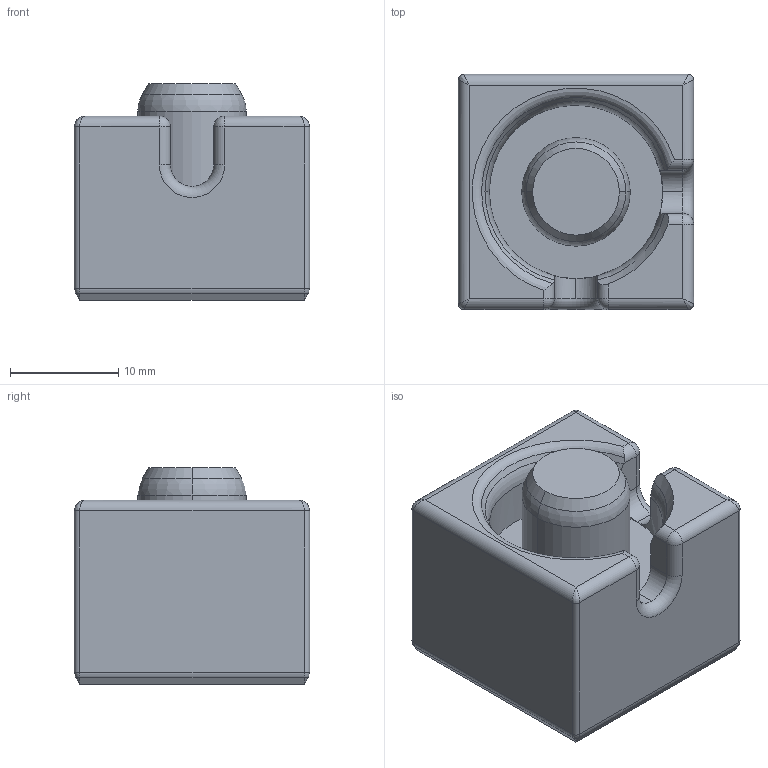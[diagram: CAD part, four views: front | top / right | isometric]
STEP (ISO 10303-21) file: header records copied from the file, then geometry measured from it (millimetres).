
FILE_DESCRIPTION (( 'STEP AP214' ), '1' );
FILE_NAME ('Linear_Guide_Glider.STEP', '2024-06-20T07:58:46', ( '' ), ( '' ), 'SwSTEP 2.0', 'SolidWorks 2024', '' );
FILE_SCHEMA (( 'AUTOMOTIVE_DESIGN' ));
Length unit declared in the file: millimetre
Products named in the file (1): Linear_Guide_Glider
Bounding box: 21.7 x 21.7 x 20 mm (x, y, z)
Volume: 7185.2 mm3; surface area: 2850.5 mm2
Topology: 1 solids, 1 shells, 75 faces, 172 edges, 88 vertices
Faces by surface type: cylinder 30, plane 17, torus 12, cone 8, sphere 4, bspline 4
Entity records: 2189 total; most frequent: CARTESIAN_POINT 596, DIRECTION 342, ORIENTED_EDGE 320, EDGE_CURVE 160, AXIS2_PLACEMENT_3D 136, VERTEX_POINT 88, EDGE_LOOP 76, ADVANCED_FACE 75
